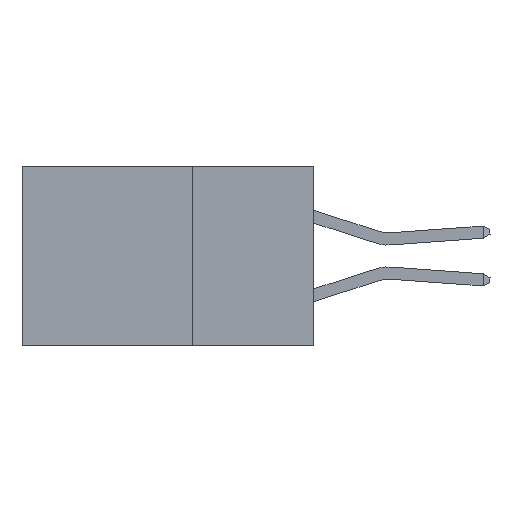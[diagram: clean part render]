
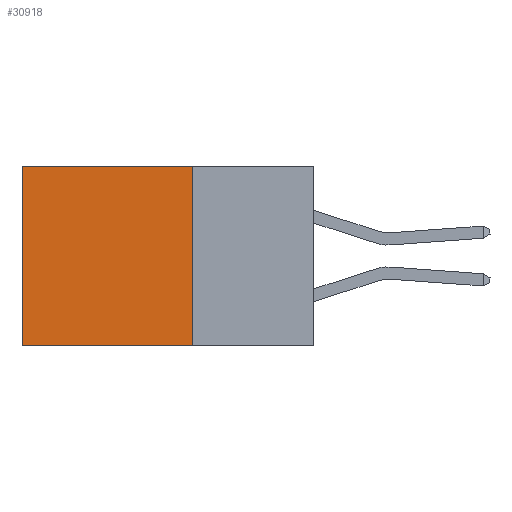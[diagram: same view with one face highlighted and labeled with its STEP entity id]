
A CAD part, left-side view. The second image highlights one B-rep face of the part: STEP entity #30918.
In plain terms, the highlighted planar face has unit normal (-1, 0, 0).
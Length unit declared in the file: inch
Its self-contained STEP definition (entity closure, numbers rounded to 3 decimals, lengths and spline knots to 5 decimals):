
#472 = EDGE_CURVE ( 'NONE', #2920, #2106, #21645, .T. ) ;
#1704 = LINE ( 'NONE', #4372, #32192 ) ;
#1765 = FACE_OUTER_BOUND ( 'NONE', #27141, .T. ) ;
#2106 = VERTEX_POINT ( 'NONE', #10507 ) ;
#2920 = VERTEX_POINT ( 'NONE', #25264 ) ;
#4372 = CARTESIAN_POINT ( 'NONE',  ( 0.2875, 0.25, 0. ) ) ;
#4921 = EDGE_CURVE ( 'NONE', #18602, #30396, #18886, .T. ) ;
#7036 = LINE ( 'NONE', #22339, #27404 ) ;
#7091 = CARTESIAN_POINT ( 'NONE',  ( 0.2875, 0.25, 0. ) ) ;
#7252 = DIRECTION ( 'NONE',  ( 0., 0., -1. ) ) ;
#9093 = DIRECTION ( 'NONE',  ( 1., 0., 0. ) ) ;
#9455 = VECTOR ( 'NONE', #29616, 39.37008 ) ;
#9683 = CARTESIAN_POINT ( 'NONE',  ( 0.2875, 0.25, 0. ) ) ;
#10507 = CARTESIAN_POINT ( 'NONE',  ( 0.2875, 0.6, -0.37 ) ) ;
#10922 = ORIENTED_EDGE ( 'NONE', *, *, #12791, .F. ) ;
#11946 = ORIENTED_EDGE ( 'NONE', *, *, #28266, .T. ) ;
#12114 = VECTOR ( 'NONE', #26530, 39.37008 ) ;
#12791 = EDGE_CURVE ( 'NONE', #18602, #2920, #1704, .T. ) ;
#15026 = DIRECTION ( 'NONE',  ( 0., 0., -1. ) ) ;
#16862 = DIRECTION ( 'NONE',  ( 0., 0., -1. ) ) ;
#18602 = VERTEX_POINT ( 'NONE', #9683 ) ;
#18886 = LINE ( 'NONE', #31356, #12114 ) ;
#20818 = ORIENTED_EDGE ( 'NONE', *, *, #4921, .T. ) ;
#21645 = LINE ( 'NONE', #22135, #9455 ) ;
#21777 = CARTESIAN_POINT ( 'NONE',  ( 0.2875, 0.6, 0. ) ) ;
#22135 = CARTESIAN_POINT ( 'NONE',  ( 0.2875, 0.25, -0.37 ) ) ;
#22155 = AXIS2_PLACEMENT_3D ( 'NONE', #7091, #9093, #7252 ) ;
#22339 = CARTESIAN_POINT ( 'NONE',  ( 0.2875, 0.6, 0. ) ) ;
#25264 = CARTESIAN_POINT ( 'NONE',  ( 0.2875, 0.25, -0.37 ) ) ;
#26530 = DIRECTION ( 'NONE',  ( 0., 1., 0. ) ) ;
#27141 = EDGE_LOOP ( 'NONE', ( #11946, #31171, #10922, #20818 ) ) ;
#27404 = VECTOR ( 'NONE', #15026, 39.37008 ) ;
#28266 = EDGE_CURVE ( 'NONE', #30396, #2106, #7036, .T. ) ;
#29616 = DIRECTION ( 'NONE',  ( 0., 1., 0. ) ) ;
#30396 = VERTEX_POINT ( 'NONE', #21777 ) ;
#30918 = ADVANCED_FACE ( 'NONE', ( #1765 ), #32191, .F. ) ;
#31171 = ORIENTED_EDGE ( 'NONE', *, *, #472, .F. ) ;
#31356 = CARTESIAN_POINT ( 'NONE',  ( 0.2875, 0.25, 0. ) ) ;
#32191 = PLANE ( 'NONE',  #22155 ) ;
#32192 = VECTOR ( 'NONE', #16862, 39.37008 ) ;
